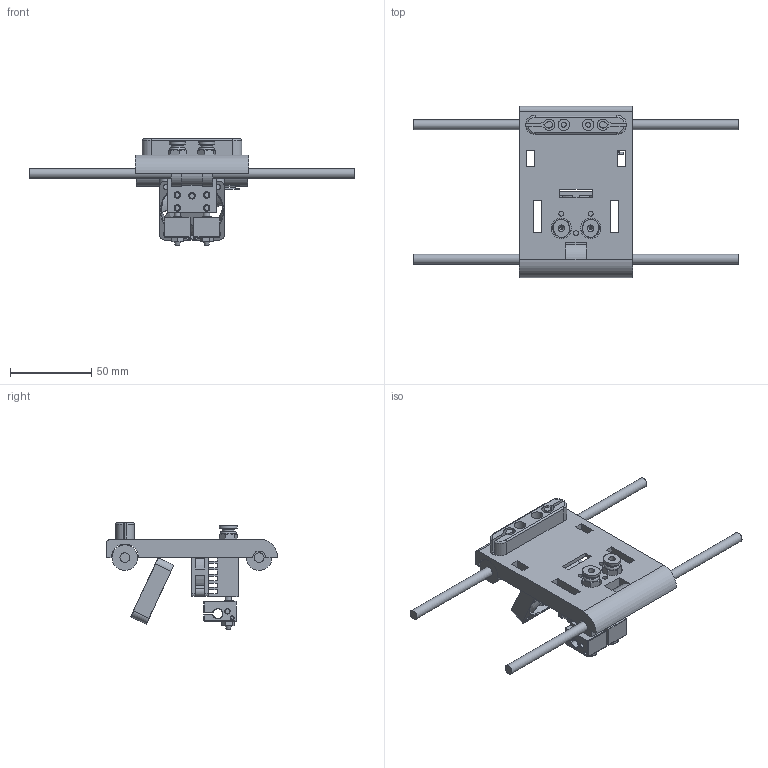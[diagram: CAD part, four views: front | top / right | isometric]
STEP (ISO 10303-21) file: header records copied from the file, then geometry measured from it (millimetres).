
FILE_DESCRIPTION(/* description */ (''),/* implementation_level */ '2;1');
FILE_NAME(/* name */ 'Chimera Mount v20.step',/* time_stamp */ '2024-04-08T00:21:48-04:00',/* author */ (''),/* organization */ (''),/* preprocessor_version */ 'ST-DEVELOPER v20',/* originating_system */ 'Autodesk Translation Framework v12.20.1.177',/* authorisation */ '');
FILE_SCHEMA (('AUTOMOTIVE_DESIGN { 1 0 10303 214 3 1 1 }'));
Length unit declared in the file: millimetre
Products named in the file (17): Chimera Mount; Back Rail; Front Rail; Back Slider; Front Slider; E3D Chimera Hotend; Heat Sink; V6 Hotend Barrel; V6 Heat Block; Brass Nozzle; Push Fitting; 30X30X10 DC fan  v2; Component1; LPA_Fanduct_v6 (REDUCED DON'T USE THIS MESH); 40x40x10 DC Fan; Chimera Carrier; Belt Attachment
Assembly tree (19 placements, depth 4):
  Chimera Mount
    Back Rail
    Front Rail
    Back Slider
    Front Slider
    E3D Chimera Hotend
      Heat Sink
      Brass Nozzle  x2
      V6 Heat Block  x2
      V6 Hotend Barrel  x2
      Push Fitting  x2
      30X30X10 DC fan  v2
        Component1
    40x40x10 DC Fan
    Chimera Carrier
    Belt Attachment
  LPA_Fanduct_v6 (REDUCED DON'T USE THIS MESH)
Bounding box: 200 x 105.35 x 65.34 mm (x, y, z)
Volume: 119154.3 mm3; surface area: 69532.2 mm2
Topology: 17 solids, 17 shells, 707 faces, 1778 edges, 1127 vertices
Faces by surface type: plane 300, cylinder 270, cone 64, torus 25, bspline 24, sphere 24
Full cylindrical faces by diameter (mm): 0.4 x2, 0.6 x2, 1 x4, 2 x4, 3 x29, 3.4 x4, 3.45 x4, 4 x8, 4.8 x2, 4.891 x20, 5 x2, 5.5 x2, 5.974 x18, 6 x6, 6.974 x2, 7 x4, 7.5 x2, 8.442 x2, 9.7 x2, 12.5 x2, 14.4 x1, 15.75 x3, 15.8 x1, 16.9 x2, 18.8 x1, 19.2 x1, 20 x1, 28.3 x1, 38 x1
Entity records: 25123 total; most frequent: CARTESIAN_POINT 10972, DIRECTION 2832, ORIENTED_EDGE 2822, EDGE_CURVE 1411, AXIS2_PLACEMENT_3D 1039, VERTEX_POINT 914, LINE 754, VECTOR 754
